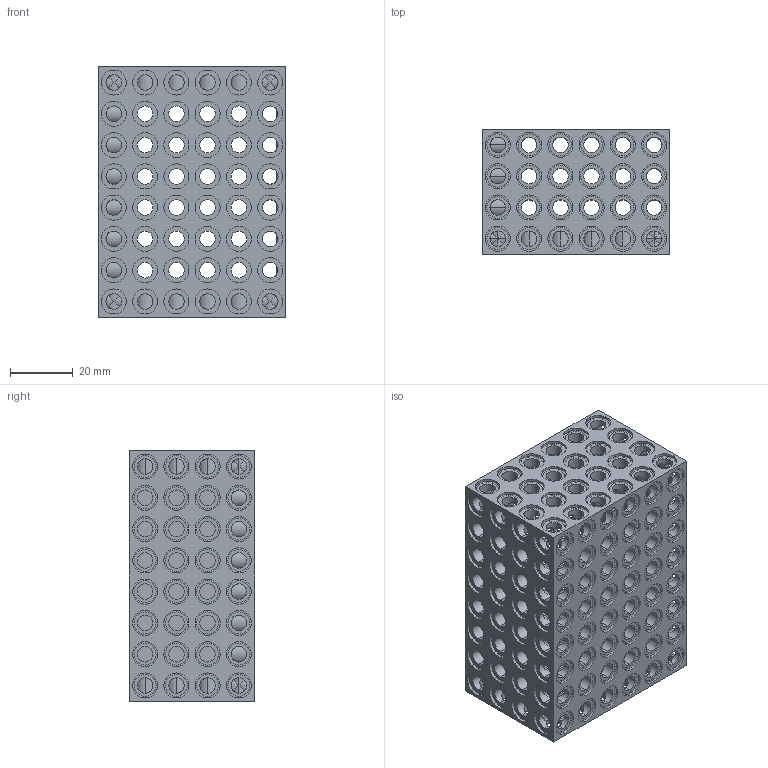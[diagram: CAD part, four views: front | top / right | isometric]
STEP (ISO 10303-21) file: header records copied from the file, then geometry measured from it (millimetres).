
FILE_DESCRIPTION (( 'STEP AP203' ), '1' );
FILE_NAME ('BAcA_1.STEP', '2019-02-21T11:26:39', ( '' ), ( '' ), 'SwSTEP 2.0', 'SolidWorks 2018', '' );
FILE_SCHEMA (( 'CONFIG_CONTROL_DESIGN' ));
Products named in the file (1): BAcA_1
Bounding box: 60 x 40 x 80 mm (x, y, z)
Volume: 26640.3 mm3; surface area: 64185.9 mm2
Topology: 1 solids, 1 shells, 1461 faces, 3484 edges, 2152 vertices
Faces by surface type: cylinder 1156, plane 305
Entity records: 43311 total; most frequent: CARTESIAN_POINT 8826, DIRECTION 7536, ORIENTED_EDGE 6968, EDGE_CURVE 3484, AXIS2_PLACEMENT_3D 3166, VERTEX_POINT 2152, EDGE_LOOP 2032, CIRCLE 1704
